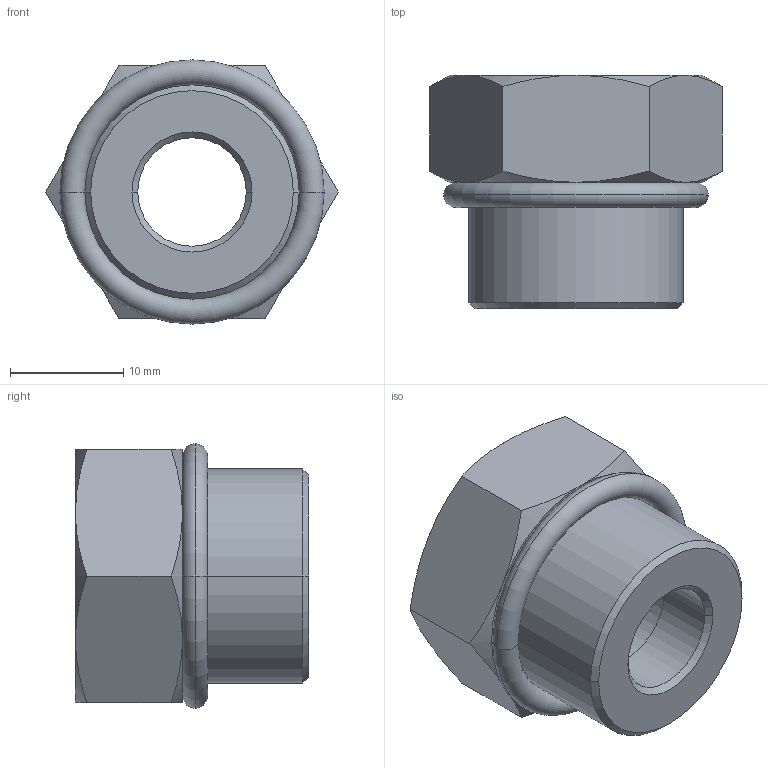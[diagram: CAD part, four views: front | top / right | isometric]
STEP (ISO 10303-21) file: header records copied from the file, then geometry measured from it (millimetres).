
FILE_DESCRIPTION((''),'2;1');
FILE_NAME('ILC30801284','2013-01-11T',('twa'),(''),'PRO/ENGINEER BY PARAMETRIC TECHNOLOGY CORPORATION, 2007460','PRO/ENGINEER BY PARAMETRIC TECHNOLOGY CORPORATION, 2007460','');
FILE_SCHEMA(('AUTOMOTIVE_DESIGN_CC2 { 1 2 10303 214 -1 1 5 2 }'));
Length unit declared in the file: inch
Products named in the file (1): ILC30801284
Bounding box: 25.81 x 20.57 x 23.32 mm (x, y, z)
Volume: 5927.1 mm3; surface area: 3556.8 mm2
Topology: 1 solids, 2 shells, 40 faces, 87 edges, 50 vertices
Faces by surface type: cone 18, plane 11, cylinder 7, torus 4
Entity records: 1646 total; most frequent: CARTESIAN_POINT 328, DIRECTION 188, ORIENTED_EDGE 170, COLOUR_RGB 107, PRESENTATION_STYLE_ASSIGNMENT 93, STYLED_ITEM 89, CURVE_STYLE 87, EDGE_CURVE 87
